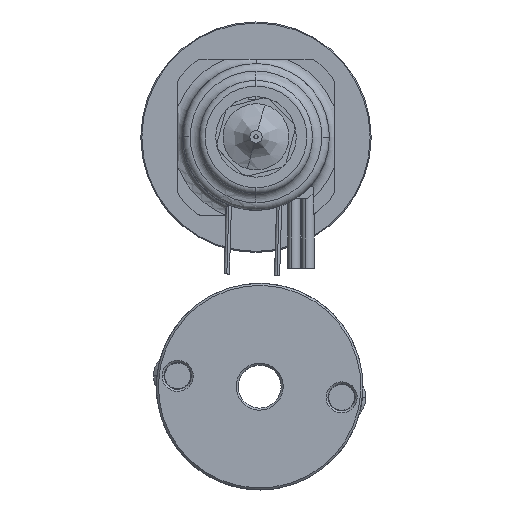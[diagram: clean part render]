
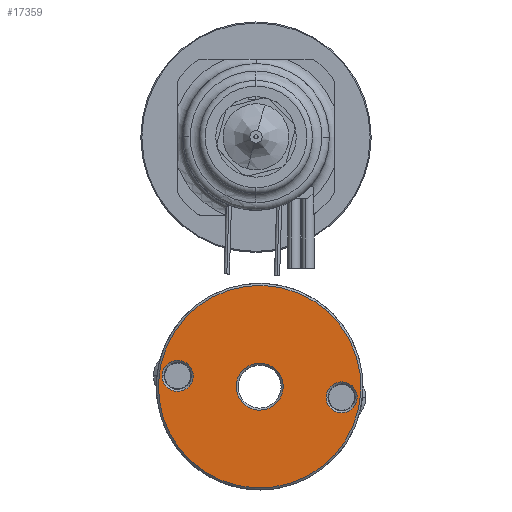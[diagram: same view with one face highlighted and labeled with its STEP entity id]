
A CAD part, top view. The second image highlights one B-rep face of the part: STEP entity #17359.
In plain terms, the highlighted face is planar.
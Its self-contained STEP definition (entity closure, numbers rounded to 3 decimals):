
#257 = ORIENTED_EDGE ( 'NONE', *, *, #8945, .T. ) ;
#291 = VERTEX_POINT ( 'NONE', #6495 ) ;
#402 = DIRECTION ( 'NONE',  ( 0.259, 0.966, 0. ) ) ;
#711 = DIRECTION ( 'NONE',  ( 0., 0., -1. ) ) ;
#1070 = VERTEX_POINT ( 'NONE', #4784 ) ;
#1409 = EDGE_CURVE ( 'NONE', #1070, #42635, #32851, .T. ) ;
#1933 = AXIS2_PLACEMENT_3D ( 'NONE', #21338, #34571, #38267 ) ;
#2080 = FACE_BOUND ( 'NONE', #16774, .T. ) ;
#2642 = AXIS2_PLACEMENT_3D ( 'NONE', #4039, #23984, #14851 ) ;
#3455 = DIRECTION ( 'NONE',  ( 0., 0., 1. ) ) ;
#3535 = PLANE ( 'NONE',  #19326 ) ;
#4039 = CARTESIAN_POINT ( 'NONE',  ( 6.04, -0.005, -23.05 ) ) ;
#4688 = CARTESIAN_POINT ( 'NONE',  ( -1.477, -6.203, -23.05 ) ) ;
#4784 = CARTESIAN_POINT ( 'NONE',  ( -7.432, -6.558, -23.05 ) ) ;
#5331 = FACE_BOUND ( 'NONE', #41233, .T. ) ;
#5815 = CARTESIAN_POINT ( 'NONE',  ( -0.888, -4.005, -23.05 ) ) ;
#5949 = EDGE_CURVE ( 'NONE', #21001, #17188, #40693, .T. ) ;
#6188 = AXIS2_PLACEMENT_3D ( 'NONE', #39431, #9913, #20336 ) ;
#6485 = VERTEX_POINT ( 'NONE', #12269 ) ;
#6495 = CARTESIAN_POINT ( 'NONE',  ( -3.425, -13.471, -23.05 ) ) ;
#6923 = EDGE_LOOP ( 'NONE', ( #257, #28067 ) ) ;
#7392 = ORIENTED_EDGE ( 'NONE', *, *, #1409, .T. ) ;
#7434 = DIRECTION ( 'NONE',  ( 0.259, 0.966, 0. ) ) ;
#7525 = CARTESIAN_POINT ( 'NONE',  ( -0.3, -1.808, -23.05 ) ) ;
#8599 = AXIS2_PLACEMENT_3D ( 'NONE', #33157, #3455, #402 ) ;
#8945 = EDGE_CURVE ( 'NONE', #22376, #291, #31398, .T. ) ;
#9913 = DIRECTION ( 'NONE',  ( 0., 0., 1. ) ) ;
#10026 = DIRECTION ( 'NONE',  ( 0., 0., 1. ) ) ;
#12269 = CARTESIAN_POINT ( 'NONE',  ( 6.428, 1.444, -23.05 ) ) ;
#12463 = EDGE_CURVE ( 'NONE', #291, #22376, #26776, .T. ) ;
#12683 = AXIS2_PLACEMENT_3D ( 'NONE', #16954, #23712, #36949 ) ;
#14575 = ORIENTED_EDGE ( 'NONE', *, *, #39942, .T. ) ;
#14851 = DIRECTION ( 'NONE',  ( 0.259, 0.966, 0. ) ) ;
#15294 = FACE_BOUND ( 'NONE', #19402, .T. ) ;
#16540 = CARTESIAN_POINT ( 'NONE',  ( 6.04, -0.005, -23.05 ) ) ;
#16774 = EDGE_LOOP ( 'NONE', ( #29048, #21883 ) ) ;
#16954 = CARTESIAN_POINT ( 'NONE',  ( -0.888, -4.005, -23.05 ) ) ;
#17188 = VERTEX_POINT ( 'NONE', #4688 ) ;
#17264 = CIRCLE ( 'NONE', #6188, 2.275 ) ;
#17359 = ADVANCED_FACE ( 'NONE', ( #5331, #2080, #15294, #20431 ), #3535, .T. ) ;
#19256 = DIRECTION ( 'NONE',  ( 0.259, 0.966, 0. ) ) ;
#19258 = CARTESIAN_POINT ( 'NONE',  ( 5.651, -1.454, -23.05 ) ) ;
#19326 = AXIS2_PLACEMENT_3D ( 'NONE', #33648, #711, #37134 ) ;
#19402 = EDGE_LOOP ( 'NONE', ( #33383, #31869 ) ) ;
#19452 = VERTEX_POINT ( 'NONE', #19258 ) ;
#20336 = DIRECTION ( 'NONE',  ( 0.259, 0.966, 0. ) ) ;
#20431 = FACE_OUTER_BOUND ( 'NONE', #6923, .T. ) ;
#21001 = VERTEX_POINT ( 'NONE', #7525 ) ;
#21338 = CARTESIAN_POINT ( 'NONE',  ( -7.82, -8.007, -23.05 ) ) ;
#21883 = ORIENTED_EDGE ( 'NONE', *, *, #32689, .T. ) ;
#21982 = AXIS2_PLACEMENT_3D ( 'NONE', #38595, #41838, #22327 ) ;
#22327 = DIRECTION ( 'NONE',  ( 0.259, 0.966, 0. ) ) ;
#22376 = VERTEX_POINT ( 'NONE', #37722 ) ;
#23712 = DIRECTION ( 'NONE',  ( 0., 0., -1. ) ) ;
#23984 = DIRECTION ( 'NONE',  ( 0., 0., 1. ) ) ;
#25863 = EDGE_CURVE ( 'NONE', #19452, #6485, #26247, .T. ) ;
#26205 = CIRCLE ( 'NONE', #2642, 1.5 ) ;
#26247 = CIRCLE ( 'NONE', #29731, 1.5 ) ;
#26776 = CIRCLE ( 'NONE', #32307, 9.8 ) ;
#26878 = CARTESIAN_POINT ( 'NONE',  ( -8.208, -9.456, -23.05 ) ) ;
#27081 = EDGE_CURVE ( 'NONE', #17188, #21001, #17264, .T. ) ;
#28067 = ORIENTED_EDGE ( 'NONE', *, *, #12463, .T. ) ;
#29048 = ORIENTED_EDGE ( 'NONE', *, *, #25863, .T. ) ;
#29731 = AXIS2_PLACEMENT_3D ( 'NONE', #16540, #10026, #7434 ) ;
#31398 = CIRCLE ( 'NONE', #12683, 9.8 ) ;
#31869 = ORIENTED_EDGE ( 'NONE', *, *, #5949, .T. ) ;
#32251 = DIRECTION ( 'NONE',  ( 0., 0., -1. ) ) ;
#32307 = AXIS2_PLACEMENT_3D ( 'NONE', #5815, #32251, #19256 ) ;
#32689 = EDGE_CURVE ( 'NONE', #6485, #19452, #26205, .T. ) ;
#32851 = CIRCLE ( 'NONE', #8599, 1.5 ) ;
#33157 = CARTESIAN_POINT ( 'NONE',  ( -7.82, -8.007, -23.05 ) ) ;
#33383 = ORIENTED_EDGE ( 'NONE', *, *, #27081, .T. ) ;
#33648 = CARTESIAN_POINT ( 'NONE',  ( -0.888, -4.005, -23.05 ) ) ;
#34571 = DIRECTION ( 'NONE',  ( 0., 0., 1. ) ) ;
#36949 = DIRECTION ( 'NONE',  ( 0.259, 0.966, 0. ) ) ;
#37134 = DIRECTION ( 'NONE',  ( 0., -1., 0. ) ) ;
#37722 = CARTESIAN_POINT ( 'NONE',  ( 1.648, 5.461, -23.05 ) ) ;
#38267 = DIRECTION ( 'NONE',  ( 0.259, 0.966, 0. ) ) ;
#38595 = CARTESIAN_POINT ( 'NONE',  ( -0.888, -4.005, -23.05 ) ) ;
#38670 = CIRCLE ( 'NONE', #1933, 1.5 ) ;
#39431 = CARTESIAN_POINT ( 'NONE',  ( -0.888, -4.005, -23.05 ) ) ;
#39942 = EDGE_CURVE ( 'NONE', #42635, #1070, #38670, .T. ) ;
#40693 = CIRCLE ( 'NONE', #21982, 2.275 ) ;
#41233 = EDGE_LOOP ( 'NONE', ( #14575, #7392 ) ) ;
#41838 = DIRECTION ( 'NONE',  ( 0., 0., 1. ) ) ;
#42635 = VERTEX_POINT ( 'NONE', #26878 ) ;
